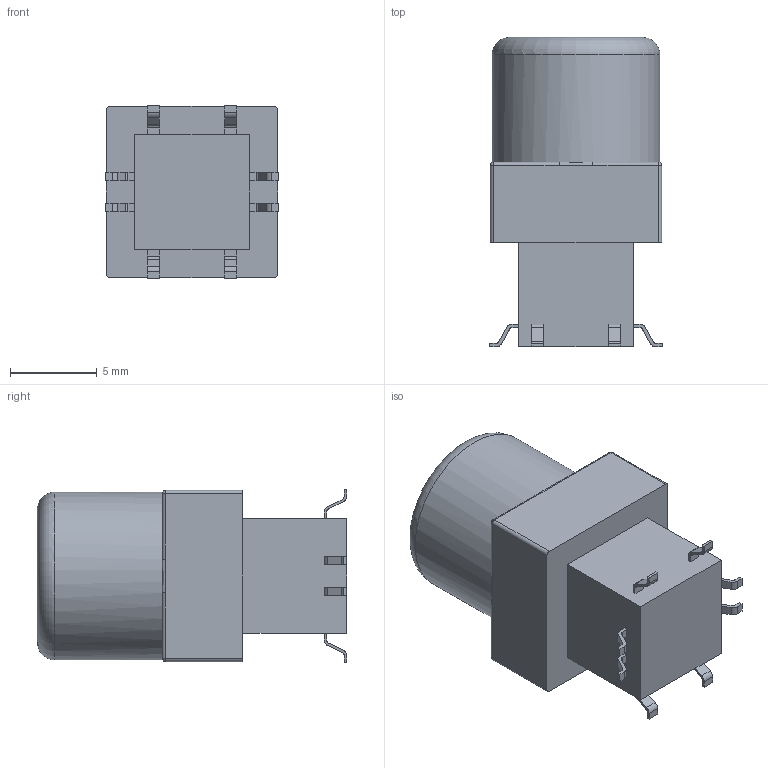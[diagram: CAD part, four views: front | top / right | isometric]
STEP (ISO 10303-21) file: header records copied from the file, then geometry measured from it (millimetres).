
FILE_DESCRIPTION( ( '' ), ' ' );
FILE_NAME( '59a01cba7a415c104de0850e.step', '2017-08-25T12:49:41', ( '' ), ( '' ), ' ', ' ', ' ' );
FILE_SCHEMA( ( 'AUTOMOTIVE_DESIGN { 1 0 10303 214 1 1 1 1 }' ) );
Length unit declared in the file: metre
Products named in the file (1): 1
Bounding box: 10 x 17.88 x 10 mm (x, y, z)
Volume: 1246.8 mm3; surface area: 769.2 mm2
Topology: 1 solids, 1 shells, 141 faces, 373 edges, 239 vertices
Faces by surface type: plane 87, cylinder 45, bspline 4, sphere 4, torus 1
Full cylindrical faces by diameter (mm): 9.7 x1
Entity records: 5842 total; most frequent: CARTESIAN_POINT 1174, DIRECTION 736, ORIENTED_EDGE 732, EDGE_CURVE 366, LINE 264, VECTOR 264, VERTEX_POINT 238, AXIS2_PLACEMENT_3D 236
